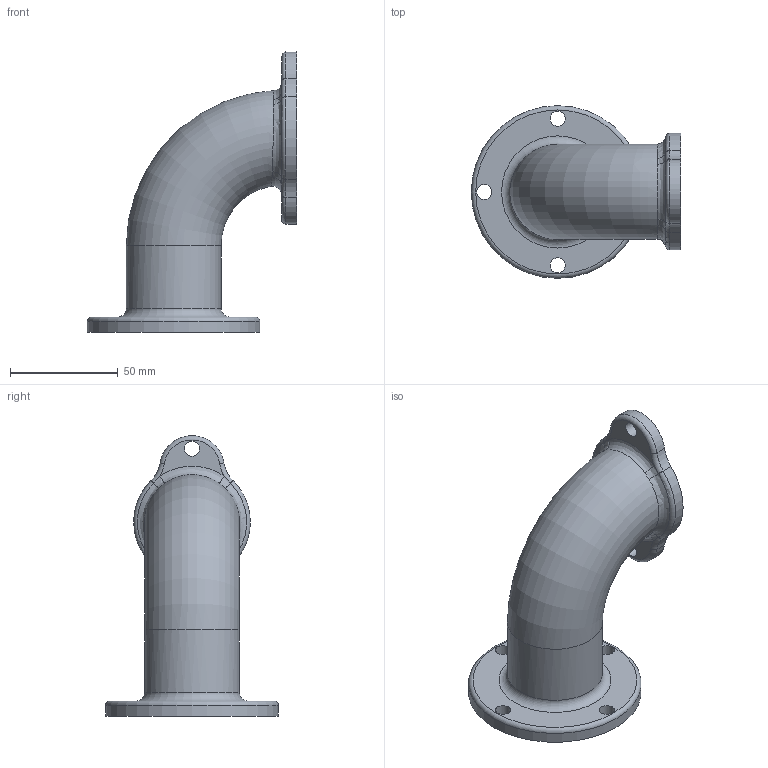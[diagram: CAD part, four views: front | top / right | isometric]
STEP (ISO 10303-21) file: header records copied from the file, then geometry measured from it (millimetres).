
FILE_DESCRIPTION(/* description */ ('STEP AP242 Edition 2','CAx-IF Rec.Pracs.---Representation and Presentation of Product Manufacturing Information (PMI)---4.0---2014-10-13','CAx-IF Rec.Pracs.---3D Tessellated Geometry---0.4---2014-09-14','2;1','CAx-IF Rec.Pracs.---User Defined Attributes---1.5---2016-08-15'),/* implementation_level */ '2;1');
FILE_NAME(/* name */ '69830f660714755bb691270b',/* time_stamp */ '2026-02-04T09:20:39Z',/* author */ (''),/* organization */ (''),/* preprocessor_version */ 'ST-DEVELOPER v20',/* originating_system */ 'ONSHAPE BY PTC INC, 1.210',/* authorisation */ ' ');
FILE_SCHEMA (('AP242_MANAGED_MODEL_BASED_3D_ENGINEERING_MIM_LF { 1 0 10303 442 3 1 4 }'));
Length unit declared in the file: metre
Products named in the file (1): Part 1
Bounding box: 97 x 80 x 129.95 mm (x, y, z)
Volume: 147338.2 mm3; surface area: 41020.6 mm2
Topology: 1 solids, 1 shells, 43 faces, 99 edges, 59 vertices
Faces by surface type: cylinder 18, torus 12, bspline 8, plane 5
Full cylindrical faces by diameter (mm): 7 x6, 28 x2, 44 x1, 80 x1
Entity records: 1403 total; most frequent: CARTESIAN_POINT 457, DIRECTION 200, ORIENTED_EDGE 168, AXIS2_PLACEMENT_3D 96, EDGE_CURVE 84, EDGE_LOOP 72, FACE_BOUND 72, CIRCLE 60
